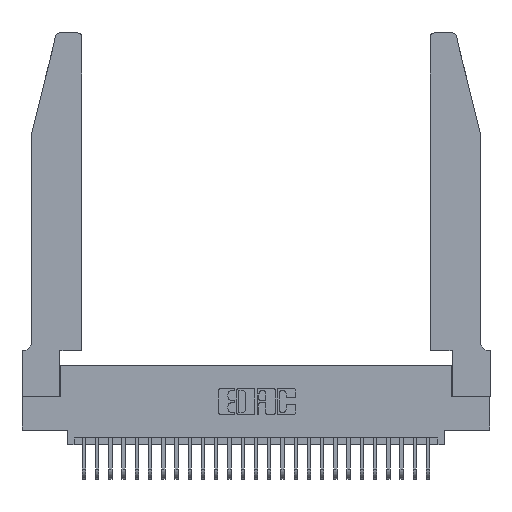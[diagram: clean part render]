
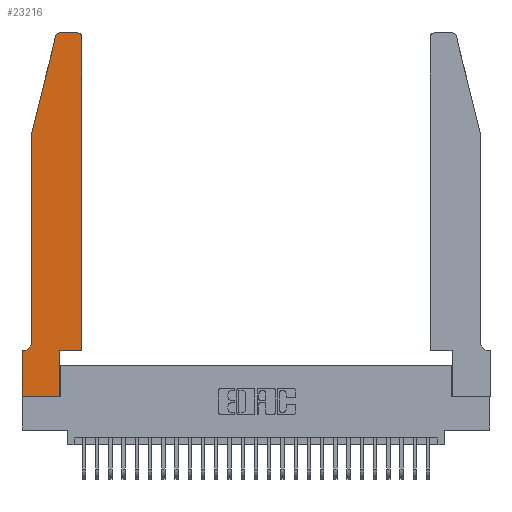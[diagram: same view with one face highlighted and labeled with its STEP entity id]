
A CAD part, top view. The second image highlights one B-rep face of the part: STEP entity #23216.
In plain terms, the highlighted planar face has unit normal (0, 0, 1).
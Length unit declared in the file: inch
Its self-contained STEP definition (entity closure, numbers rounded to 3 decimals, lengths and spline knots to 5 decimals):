
#119 = VERTEX_POINT ( 'NONE', #14772 ) ;
#860 = LINE ( 'NONE', #20390, #26215 ) ;
#1208 = AXIS2_PLACEMENT_3D ( 'NONE', #22275, #9952, #24359 ) ;
#1318 = VECTOR ( 'NONE', #14488, 39.37008 ) ;
#1395 = VECTOR ( 'NONE', #22381, 39.37008 ) ;
#2086 = CARTESIAN_POINT ( 'NONE',  ( 0.284, 2.75, 0.37 ) ) ;
#2369 = VECTOR ( 'NONE', #17767, 39.37008 ) ;
#2548 = VERTEX_POINT ( 'NONE', #25118 ) ;
#3076 = ORIENTED_EDGE ( 'NONE', *, *, #11794, .T. ) ;
#3724 = EDGE_CURVE ( 'NONE', #2548, #16881, #5571, .T. ) ;
#4684 = EDGE_LOOP ( 'NONE', ( #22096, #17036, #4840, #3076, #20829, #22637, #7891, #16050, #9393, #16068, #25351, #12428 ) ) ;
#4840 = ORIENTED_EDGE ( 'NONE', *, *, #3724, .T. ) ;
#5571 = LINE ( 'NONE', #7344, #27136 ) ;
#6390 = EDGE_CURVE ( 'NONE', #12027, #12991, #13084, .T. ) ;
#6475 = DIRECTION ( 'NONE',  ( 0., 0., 1. ) ) ;
#6526 = CARTESIAN_POINT ( 'NONE',  ( 0.0055, 0.42, 0.37 ) ) ;
#6637 = LINE ( 'NONE', #18536, #22602 ) ;
#6688 = EDGE_CURVE ( 'NONE', #119, #26505, #12125, .T. ) ;
#6823 = VECTOR ( 'NONE', #12745, 39.37008 ) ;
#7078 = CARTESIAN_POINT ( 'NONE',  ( 0.0055, 0.35, 0.37 ) ) ;
#7344 = CARTESIAN_POINT ( 'NONE',  ( 0.0755, 2., 0.37 ) ) ;
#7573 = EDGE_CURVE ( 'NONE', #26505, #2548, #13004, .T. ) ;
#7649 = VERTEX_POINT ( 'NONE', #26670 ) ;
#7680 = DIRECTION ( 'NONE',  ( 1., 0., 0. ) ) ;
#7891 = ORIENTED_EDGE ( 'NONE', *, *, #14758, .T. ) ;
#8073 = AXIS2_PLACEMENT_3D ( 'NONE', #19008, #6475, #21066 ) ;
#8551 = CARTESIAN_POINT ( 'NONE',  ( 0., 0., 0.37 ) ) ;
#8556 = VECTOR ( 'NONE', #7680, 39.37008 ) ;
#8736 = DIRECTION ( 'NONE',  ( -1., 0., 0. ) ) ;
#9099 = AXIS2_PLACEMENT_3D ( 'NONE', #12627, #27078, #14688 ) ;
#9235 = LINE ( 'NONE', #24190, #8556 ) ;
#9393 = ORIENTED_EDGE ( 'NONE', *, *, #11585, .T. ) ;
#9762 = VECTOR ( 'NONE', #18884, 39.37008 ) ;
#9952 = DIRECTION ( 'NONE',  ( 0., 0., 1. ) ) ;
#10138 = CARTESIAN_POINT ( 'NONE',  ( 0.2865, 0.35, 0.37 ) ) ;
#10180 = CARTESIAN_POINT ( 'NONE',  ( 0., 0.35, 0.37 ) ) ;
#10578 = PLANE ( 'NONE',  #9099 ) ;
#10701 = CARTESIAN_POINT ( 'NONE',  ( 0.0755, 2., 0.37 ) ) ;
#11543 = EDGE_CURVE ( 'NONE', #19157, #11685, #9235, .T. ) ;
#11585 = EDGE_CURVE ( 'NONE', #22997, #19157, #13471, .T. ) ;
#11685 = VERTEX_POINT ( 'NONE', #16445 ) ;
#11794 = EDGE_CURVE ( 'NONE', #16881, #13579, #24084, .T. ) ;
#12027 = VERTEX_POINT ( 'NONE', #7078 ) ;
#12125 = LINE ( 'NONE', #22671, #1318 ) ;
#12147 = DIRECTION ( 'NONE',  ( 1., 0., 0. ) ) ;
#12151 = CARTESIAN_POINT ( 'NONE',  ( 0.0755, 2., 0.37 ) ) ;
#12428 = ORIENTED_EDGE ( 'NONE', *, *, #25809, .T. ) ;
#12484 = CARTESIAN_POINT ( 'NONE',  ( 0.0755, 0.42, 0.37 ) ) ;
#12627 = CARTESIAN_POINT ( 'NONE',  ( 0., 0.35, 0.37 ) ) ;
#12745 = DIRECTION ( 'NONE',  ( 0., -1., 0. ) ) ;
#12991 = VERTEX_POINT ( 'NONE', #10180 ) ;
#13004 = CIRCLE ( 'NONE', #1208, 0.03 ) ;
#13084 = LINE ( 'NONE', #21883, #2369 ) ;
#13471 = LINE ( 'NONE', #22287, #1395 ) ;
#13579 = VERTEX_POINT ( 'NONE', #12484 ) ;
#14488 = DIRECTION ( 'NONE',  ( -1., 0., 0. ) ) ;
#14688 = DIRECTION ( 'NONE',  ( 1., 0., 0. ) ) ;
#14758 = EDGE_CURVE ( 'NONE', #12991, #7649, #15890, .T. ) ;
#14772 = CARTESIAN_POINT ( 'NONE',  ( 0.4205, 2.75, 0.37 ) ) ;
#14800 = EDGE_CURVE ( 'NONE', #13579, #12027, #20052, .T. ) ;
#15163 = EDGE_CURVE ( 'NONE', #7649, #22997, #860, .T. ) ;
#15890 = LINE ( 'NONE', #8551, #9762 ) ;
#16036 = FACE_OUTER_BOUND ( 'NONE', #4684, .T. ) ;
#16050 = ORIENTED_EDGE ( 'NONE', *, *, #15163, .T. ) ;
#16068 = ORIENTED_EDGE ( 'NONE', *, *, #11543, .T. ) ;
#16445 = CARTESIAN_POINT ( 'NONE',  ( 0.4505, 0.35, 0.37 ) ) ;
#16881 = VERTEX_POINT ( 'NONE', #12151 ) ;
#17036 = ORIENTED_EDGE ( 'NONE', *, *, #7573, .T. ) ;
#17499 = CARTESIAN_POINT ( 'NONE',  ( 0.4505, 2.72, 0.37 ) ) ;
#17767 = DIRECTION ( 'NONE',  ( -1., 0., 0. ) ) ;
#18536 = CARTESIAN_POINT ( 'NONE',  ( 0.4505, 0.35, 0.37 ) ) ;
#18884 = DIRECTION ( 'NONE',  ( 0., -1., 0. ) ) ;
#19008 = CARTESIAN_POINT ( 'NONE',  ( 0.4205, 2.72, 0.37 ) ) ;
#19157 = VERTEX_POINT ( 'NONE', #10138 ) ;
#19811 = DIRECTION ( 'NONE',  ( -0.239, -0.971, 0. ) ) ;
#20052 = CIRCLE ( 'NONE', #22651, 0.07 ) ;
#20390 = CARTESIAN_POINT ( 'NONE',  ( 0., 0., 0.37 ) ) ;
#20703 = CIRCLE ( 'NONE', #8073, 0.03 ) ;
#20829 = ORIENTED_EDGE ( 'NONE', *, *, #14800, .T. ) ;
#20854 = EDGE_CURVE ( 'NONE', #11685, #25995, #6637, .T. ) ;
#21066 = DIRECTION ( 'NONE',  ( 1., 0., 0. ) ) ;
#21118 = DIRECTION ( 'NONE',  ( 0., 0., -1. ) ) ;
#21883 = CARTESIAN_POINT ( 'NONE',  ( 0.0755, 0.35, 0.37 ) ) ;
#22096 = ORIENTED_EDGE ( 'NONE', *, *, #6688, .T. ) ;
#22275 = CARTESIAN_POINT ( 'NONE',  ( 0.284, 2.72, 0.37 ) ) ;
#22287 = CARTESIAN_POINT ( 'NONE',  ( 0.2865, 0.35, 0.37 ) ) ;
#22381 = DIRECTION ( 'NONE',  ( 0., 1., 0. ) ) ;
#22602 = VECTOR ( 'NONE', #26892, 39.37008 ) ;
#22637 = ORIENTED_EDGE ( 'NONE', *, *, #6390, .T. ) ;
#22651 = AXIS2_PLACEMENT_3D ( 'NONE', #6526, #21118, #8736 ) ;
#22671 = CARTESIAN_POINT ( 'NONE',  ( 0.2605, 2.75, 0.37 ) ) ;
#22997 = VERTEX_POINT ( 'NONE', #24422 ) ;
#23216 = ADVANCED_FACE ( 'NONE', ( #16036 ), #10578, .T. ) ;
#24084 = LINE ( 'NONE', #10701, #6823 ) ;
#24190 = CARTESIAN_POINT ( 'NONE',  ( 0.4505, 0.35, 0.37 ) ) ;
#24359 = DIRECTION ( 'NONE',  ( 1., 0., 0. ) ) ;
#24422 = CARTESIAN_POINT ( 'NONE',  ( 0.2865, 0., 0.37 ) ) ;
#25118 = CARTESIAN_POINT ( 'NONE',  ( 0.25487, 2.72718, 0.37 ) ) ;
#25351 = ORIENTED_EDGE ( 'NONE', *, *, #20854, .T. ) ;
#25809 = EDGE_CURVE ( 'NONE', #25995, #119, #20703, .T. ) ;
#25995 = VERTEX_POINT ( 'NONE', #17499 ) ;
#26215 = VECTOR ( 'NONE', #12147, 39.37008 ) ;
#26505 = VERTEX_POINT ( 'NONE', #2086 ) ;
#26670 = CARTESIAN_POINT ( 'NONE',  ( 0., 0., 0.37 ) ) ;
#26892 = DIRECTION ( 'NONE',  ( 0., 1., 0. ) ) ;
#27078 = DIRECTION ( 'NONE',  ( 0., 0., 1. ) ) ;
#27136 = VECTOR ( 'NONE', #19811, 39.37008 ) ;
